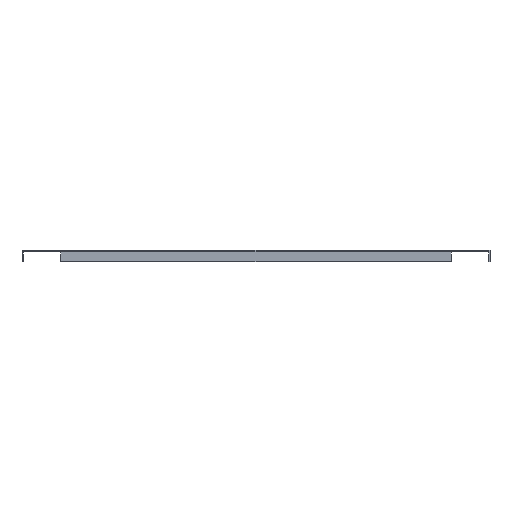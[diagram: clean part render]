
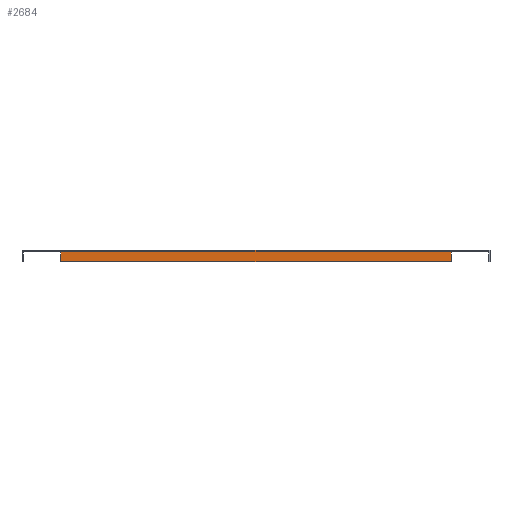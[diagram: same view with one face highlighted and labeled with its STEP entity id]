
A CAD part, front view. The second image highlights one B-rep face of the part: STEP entity #2684.
In plain terms, the highlighted planar face has unit normal (0, -1, 0).
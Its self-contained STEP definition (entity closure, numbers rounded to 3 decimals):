
#45 = CARTESIAN_POINT ( 'NONE',  ( 68.5, 15., -22.5 ) ) ;
#85 = DIRECTION ( 'NONE',  ( 1., 0., 0. ) ) ;
#264 = VECTOR ( 'NONE', #1188, 1000. ) ;
#276 = VECTOR ( 'NONE', #85, 1000. ) ;
#313 = CARTESIAN_POINT ( 'NONE',  ( 810., 15., -20. ) ) ;
#508 = VECTOR ( 'NONE', #3684, 1000. ) ;
#540 = CARTESIAN_POINT ( 'NONE',  ( 846.5, 15., 0. ) ) ;
#544 = CARTESIAN_POINT ( 'NONE',  ( 35., 15., -2.5 ) ) ;
#590 = CARTESIAN_POINT ( 'NONE',  ( 105., 15., -20. ) ) ;
#635 = DIRECTION ( 'NONE',  ( 1., 0., 0. ) ) ;
#782 = CARTESIAN_POINT ( 'NONE',  ( 846.5, 15., -2.5 ) ) ;
#783 = DIRECTION ( 'NONE',  ( 0., 0., 1. ) ) ;
#804 = DIRECTION ( 'NONE',  ( 1., 0., 0. ) ) ;
#896 = CARTESIAN_POINT ( 'NONE',  ( 810., 15., -2.5 ) ) ;
#970 = EDGE_LOOP ( 'NONE', ( #4120, #2550, #1532, #4841, #4775, #2731, #4274, #3866 ) ) ;
#974 = LINE ( 'NONE', #2931, #1614 ) ;
#1084 = VERTEX_POINT ( 'NONE', #2510 ) ;
#1109 = EDGE_CURVE ( 'NONE', #1300, #4874, #2541, .T. ) ;
#1115 = EDGE_CURVE ( 'NONE', #5179, #3604, #1745, .T. ) ;
#1128 = FACE_OUTER_BOUND ( 'NONE', #970, .T. ) ;
#1188 = DIRECTION ( 'NONE',  ( 0., 0., 1. ) ) ;
#1300 = VERTEX_POINT ( 'NONE', #2754 ) ;
#1327 = EDGE_CURVE ( 'NONE', #3604, #4091, #3543, .T. ) ;
#1366 = AXIS2_PLACEMENT_3D ( 'NONE', #3532, #3956, #4697 ) ;
#1373 = LINE ( 'NONE', #313, #5151 ) ;
#1532 = ORIENTED_EDGE ( 'NONE', *, *, #1743, .F. ) ;
#1591 = LINE ( 'NONE', #45, #2112 ) ;
#1614 = VECTOR ( 'NONE', #635, 1000. ) ;
#1619 = EDGE_CURVE ( 'NONE', #1300, #5179, #1373, .T. ) ;
#1681 = VERTEX_POINT ( 'NONE', #1934 ) ;
#1743 = EDGE_CURVE ( 'NONE', #2936, #1084, #1591, .T. ) ;
#1745 = LINE ( 'NONE', #544, #276 ) ;
#1915 = PLANE ( 'NONE',  #1366 ) ;
#1934 = CARTESIAN_POINT ( 'NONE',  ( 105., 15., -2.5 ) ) ;
#1942 = CARTESIAN_POINT ( 'NONE',  ( 68.5, 15., -2.5 ) ) ;
#2112 = VECTOR ( 'NONE', #783, 1000. ) ;
#2510 = CARTESIAN_POINT ( 'NONE',  ( 68.5, 15., 0. ) ) ;
#2541 = LINE ( 'NONE', #4155, #508 ) ;
#2550 = ORIENTED_EDGE ( 'NONE', *, *, #2921, .F. ) ;
#2651 = VECTOR ( 'NONE', #804, 1000. ) ;
#2684 = ADVANCED_FACE ( 'NONE', ( #1128 ), #1915, .T. ) ;
#2731 = ORIENTED_EDGE ( 'NONE', *, *, #1109, .F. ) ;
#2754 = CARTESIAN_POINT ( 'NONE',  ( 810., 15., -20. ) ) ;
#2841 = LINE ( 'NONE', #4848, #2651 ) ;
#2921 = EDGE_CURVE ( 'NONE', #1084, #4091, #974, .T. ) ;
#2931 = CARTESIAN_POINT ( 'NONE',  ( 35., 15., 0. ) ) ;
#2936 = VERTEX_POINT ( 'NONE', #1942 ) ;
#3059 = DIRECTION ( 'NONE',  ( 0., 0., 1. ) ) ;
#3321 = VECTOR ( 'NONE', #4545, 1000. ) ;
#3360 = CARTESIAN_POINT ( 'NONE',  ( 105., 15., -20. ) ) ;
#3532 = CARTESIAN_POINT ( 'NONE',  ( 35., 15., -2.5 ) ) ;
#3543 = LINE ( 'NONE', #4020, #264 ) ;
#3604 = VERTEX_POINT ( 'NONE', #782 ) ;
#3684 = DIRECTION ( 'NONE',  ( -1., 0., 0. ) ) ;
#3866 = ORIENTED_EDGE ( 'NONE', *, *, #1115, .T. ) ;
#3956 = DIRECTION ( 'NONE',  ( 0., -1., 0. ) ) ;
#4020 = CARTESIAN_POINT ( 'NONE',  ( 846.5, 15., -22.5 ) ) ;
#4091 = VERTEX_POINT ( 'NONE', #540 ) ;
#4098 = LINE ( 'NONE', #3360, #3321 ) ;
#4110 = EDGE_CURVE ( 'NONE', #4874, #1681, #4098, .T. ) ;
#4120 = ORIENTED_EDGE ( 'NONE', *, *, #1327, .T. ) ;
#4155 = CARTESIAN_POINT ( 'NONE',  ( 105., 15., -20. ) ) ;
#4274 = ORIENTED_EDGE ( 'NONE', *, *, #1619, .T. ) ;
#4545 = DIRECTION ( 'NONE',  ( 0., 0., 1. ) ) ;
#4697 = DIRECTION ( 'NONE',  ( 0., 0., -1. ) ) ;
#4704 = EDGE_CURVE ( 'NONE', #2936, #1681, #2841, .T. ) ;
#4775 = ORIENTED_EDGE ( 'NONE', *, *, #4110, .F. ) ;
#4841 = ORIENTED_EDGE ( 'NONE', *, *, #4704, .T. ) ;
#4848 = CARTESIAN_POINT ( 'NONE',  ( 35., 15., -2.5 ) ) ;
#4874 = VERTEX_POINT ( 'NONE', #590 ) ;
#5151 = VECTOR ( 'NONE', #3059, 1000. ) ;
#5179 = VERTEX_POINT ( 'NONE', #896 ) ;
